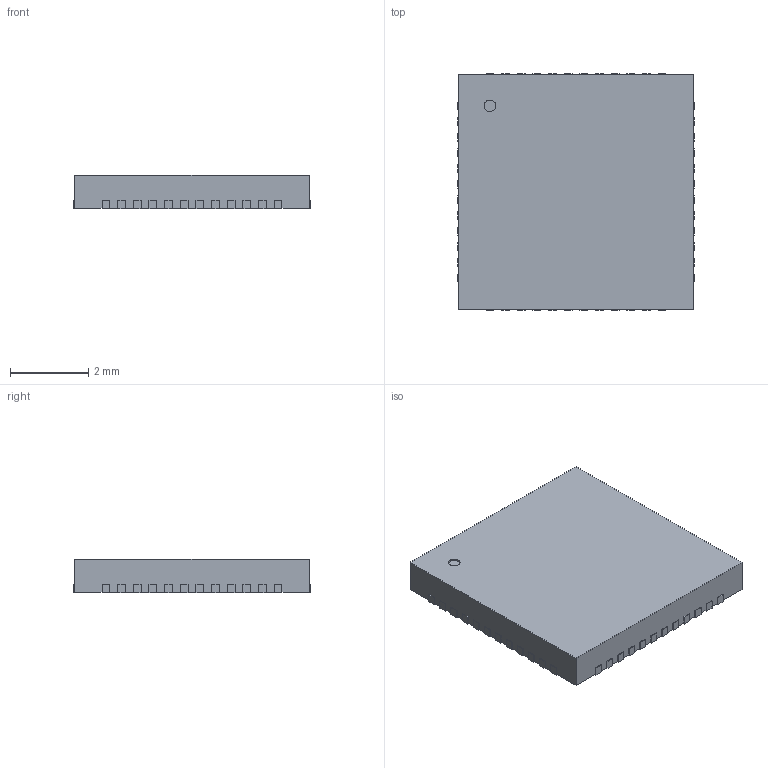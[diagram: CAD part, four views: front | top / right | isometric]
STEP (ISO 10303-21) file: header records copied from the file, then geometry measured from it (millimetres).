
FILE_DESCRIPTION(('FreeCAD Model'),'2;1');
FILE_NAME('User Library-QFN48.step', '2018-01-29T10:27:46',('kicad StepUp'),('ksu MCAD'), 'Open CASCADE STEP processor 6.8','FreeCAD','Unknown');
FILE_SCHEMA(('AUTOMOTIVE_DESIGN_CC2 { 1 2 10303 214 -1 1 5 4 }'));
Length unit declared in the file: millimetre
Products named in the file (2): ASSEMBLY; User_Library-QFN48
Assembly tree (1 placements, depth 2):
  ASSEMBLY
    User_Library-QFN48
Bounding box: 6.04 x 6.04 x 0.87 mm (x, y, z)
Volume: 31.1 mm3; surface area: 94.6 mm2
Topology: 1 solids, 1 shells, 321 faces, 951 edges, 634 vertices
Faces by surface type: plane 254, cylinder 67
Entity records: 12917 total; most frequent: CARTESIAN_POINT 1908, ORIENTED_EDGE 1902, DIRECTION 1731, EDGE_CURVE 951, LINE 817, VECTOR 817, VERTEX_POINT 634, AXIS2_PLACEMENT_3D 457
